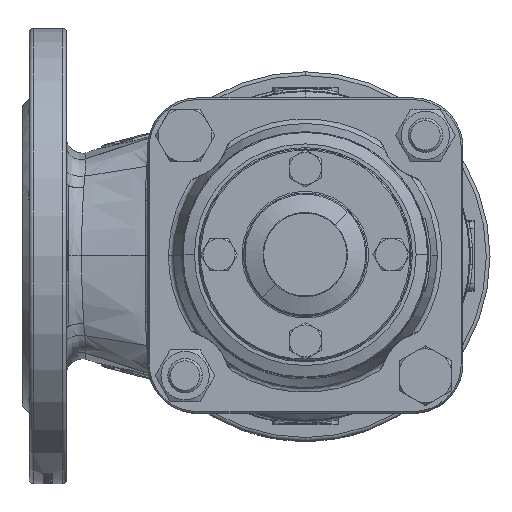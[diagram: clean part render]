
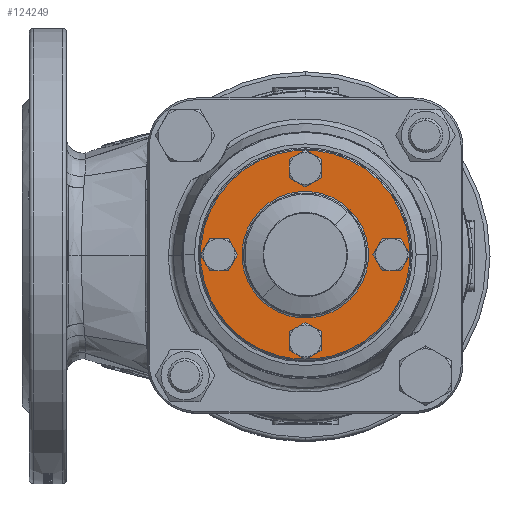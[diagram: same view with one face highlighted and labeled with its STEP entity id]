
A CAD part, top view. The second image highlights one B-rep face of the part: STEP entity #124249.
In plain terms, the highlighted planar face has unit normal (0, 0, 1).
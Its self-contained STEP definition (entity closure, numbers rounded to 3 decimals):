
#122996=CARTESIAN_POINT('',(-31.818,3.182,299.5));
#122997=VERTEX_POINT('',#122996);
#123004=CARTESIAN_POINT('',(-38.182,-3.182,299.5));
#123005=VERTEX_POINT('',#123004);
#123006=CARTESIAN_POINT('',(-35.,0.,299.5));
#123007=DIRECTION('',(0.,0.,1.));
#123008=DIRECTION('',(-0.707,-0.707,0.));
#123009=AXIS2_PLACEMENT_3D('',#123006,#123007,#123008);
#123010=CIRCLE('',#123009,4.5);
#123011=EDGE_CURVE('NONE',#122997,#123005,#123010,.T.);
#123038=CARTESIAN_POINT('',(3.182,-31.818,299.5));
#123039=VERTEX_POINT('',#123038);
#123046=CARTESIAN_POINT('',(-3.182,-38.182,299.5));
#123047=VERTEX_POINT('',#123046);
#123048=CARTESIAN_POINT('',(0.,-35.,299.5));
#123049=DIRECTION('',(0.,0.,1.));
#123050=DIRECTION('',(-0.707,-0.707,0.));
#123051=AXIS2_PLACEMENT_3D('',#123048,#123049,#123050);
#123052=CIRCLE('',#123051,4.5);
#123053=EDGE_CURVE('NONE',#123039,#123047,#123052,.T.);
#123080=CARTESIAN_POINT('',(38.182,3.182,299.5));
#123081=VERTEX_POINT('',#123080);
#123088=CARTESIAN_POINT('',(31.818,-3.182,299.5));
#123089=VERTEX_POINT('',#123088);
#123090=CARTESIAN_POINT('',(35.,0.,299.5));
#123091=DIRECTION('',(0.,0.,1.));
#123092=DIRECTION('',(-0.707,-0.707,0.));
#123093=AXIS2_PLACEMENT_3D('',#123090,#123091,#123092);
#123094=CIRCLE('',#123093,4.5);
#123095=EDGE_CURVE('NONE',#123081,#123089,#123094,.T.);
#123122=CARTESIAN_POINT('',(3.182,38.182,299.5));
#123123=VERTEX_POINT('',#123122);
#123130=CARTESIAN_POINT('',(-3.182,31.818,299.5));
#123131=VERTEX_POINT('',#123130);
#123132=CARTESIAN_POINT('',(0.,35.,299.5));
#123133=DIRECTION('',(0.,0.,1.));
#123134=DIRECTION('',(-0.707,-0.707,0.));
#123135=AXIS2_PLACEMENT_3D('',#123132,#123133,#123134);
#123136=CIRCLE('',#123135,4.5);
#123137=EDGE_CURVE('NONE',#123123,#123131,#123136,.T.);
#123237=CARTESIAN_POINT('',(-30.052,-30.052,299.5));
#123238=VERTEX_POINT('',#123237);
#123239=CARTESIAN_POINT('',(30.052,30.052,299.5));
#123240=VERTEX_POINT('',#123239);
#123241=CARTESIAN_POINT('',(0.,0.,299.5));
#123242=DIRECTION('',(-0.,-0.,1.));
#123243=DIRECTION('',(0.707,0.707,0.));
#123244=AXIS2_PLACEMENT_3D('',#123241,#123242,#123243);
#123245=CIRCLE('',#123244,42.5);
#123246=EDGE_CURVE('NONE',#123238,#123240,#123245,.T.);
#123279=CARTESIAN_POINT('',(-18.173,-18.173,299.5));
#123280=VERTEX_POINT('',#123279);
#123281=CARTESIAN_POINT('',(18.173,18.173,299.5));
#123282=VERTEX_POINT('',#123281);
#123283=CARTESIAN_POINT('',(0.,0.,299.5));
#123284=DIRECTION('',(0.,0.,-1.));
#123285=DIRECTION('',(0.707,0.707,0.));
#123286=AXIS2_PLACEMENT_3D('',#123283,#123284,#123285);
#123287=CIRCLE('',#123286,25.7);
#123288=EDGE_CURVE('NONE',#123280,#123282,#123287,.T.);
#124184=CARTESIAN_POINT('',(-30.406,30.406,299.5));
#124185=DIRECTION('',(0.,0.,-1.));
#124186=DIRECTION('',(0.707,0.707,0.));
#124187=AXIS2_PLACEMENT_3D('',#124184,#124185,#124186);
#124188=PLANE('',#124187);
#124189=CARTESIAN_POINT('',(-35.,0.,299.5));
#124190=DIRECTION('',(0.,0.,1.));
#124191=DIRECTION('',(-0.707,-0.707,0.));
#124192=AXIS2_PLACEMENT_3D('',#124189,#124190,#124191);
#124193=CIRCLE('',#124192,4.5);
#124194=EDGE_CURVE('NONE',#123005,#122997,#124193,.T.);
#124195=ORIENTED_EDGE('',*,*,#124194,.F.);
#124196=ORIENTED_EDGE('',*,*,#123011,.F.);
#124197=EDGE_LOOP('',(#124195,#124196));
#124198=FACE_BOUND('',#124197,.T.);
#124199=CARTESIAN_POINT('',(0.,-35.,299.5));
#124200=DIRECTION('',(0.,0.,1.));
#124201=DIRECTION('',(-0.707,-0.707,0.));
#124202=AXIS2_PLACEMENT_3D('',#124199,#124200,#124201);
#124203=CIRCLE('',#124202,4.5);
#124204=EDGE_CURVE('NONE',#123047,#123039,#124203,.T.);
#124205=ORIENTED_EDGE('',*,*,#124204,.F.);
#124206=ORIENTED_EDGE('',*,*,#123053,.F.);
#124207=EDGE_LOOP('',(#124205,#124206));
#124208=FACE_BOUND('',#124207,.T.);
#124209=CARTESIAN_POINT('',(35.,0.,299.5));
#124210=DIRECTION('',(0.,0.,1.));
#124211=DIRECTION('',(-0.707,-0.707,0.));
#124212=AXIS2_PLACEMENT_3D('',#124209,#124210,#124211);
#124213=CIRCLE('',#124212,4.5);
#124214=EDGE_CURVE('NONE',#123089,#123081,#124213,.T.);
#124215=ORIENTED_EDGE('',*,*,#124214,.F.);
#124216=ORIENTED_EDGE('',*,*,#123095,.F.);
#124217=EDGE_LOOP('',(#124215,#124216));
#124218=FACE_BOUND('',#124217,.T.);
#124219=CARTESIAN_POINT('',(0.,35.,299.5));
#124220=DIRECTION('',(0.,0.,1.));
#124221=DIRECTION('',(-0.707,-0.707,0.));
#124222=AXIS2_PLACEMENT_3D('',#124219,#124220,#124221);
#124223=CIRCLE('',#124222,4.5);
#124224=EDGE_CURVE('NONE',#123131,#123123,#124223,.T.);
#124225=ORIENTED_EDGE('',*,*,#124224,.F.);
#124226=ORIENTED_EDGE('',*,*,#123137,.F.);
#124227=EDGE_LOOP('',(#124225,#124226));
#124228=FACE_BOUND('',#124227,.T.);
#124229=CARTESIAN_POINT('',(0.,0.,299.5));
#124230=DIRECTION('',(-0.,-0.,1.));
#124231=DIRECTION('',(0.707,0.707,0.));
#124232=AXIS2_PLACEMENT_3D('',#124229,#124230,#124231);
#124233=CIRCLE('',#124232,42.5);
#124234=EDGE_CURVE('NONE',#123240,#123238,#124233,.T.);
#124235=ORIENTED_EDGE('',*,*,#124234,.T.);
#124236=ORIENTED_EDGE('',*,*,#123246,.T.);
#124237=EDGE_LOOP('',(#124235,#124236));
#124238=FACE_BOUND('',#124237,.T.);
#124239=CARTESIAN_POINT('',(0.,0.,299.5));
#124240=DIRECTION('',(0.,0.,-1.));
#124241=DIRECTION('',(0.707,0.707,0.));
#124242=AXIS2_PLACEMENT_3D('',#124239,#124240,#124241);
#124243=CIRCLE('',#124242,25.7);
#124244=EDGE_CURVE('NONE',#123282,#123280,#124243,.T.);
#124245=ORIENTED_EDGE('',*,*,#124244,.T.);
#124246=ORIENTED_EDGE('',*,*,#123288,.T.);
#124247=EDGE_LOOP('',(#124245,#124246));
#124248=FACE_BOUND('',#124247,.T.);
#124249=ADVANCED_FACE('NONE',(#124198,#124208,#124218,#124228,#124238,#124248),#124188,.F.);
